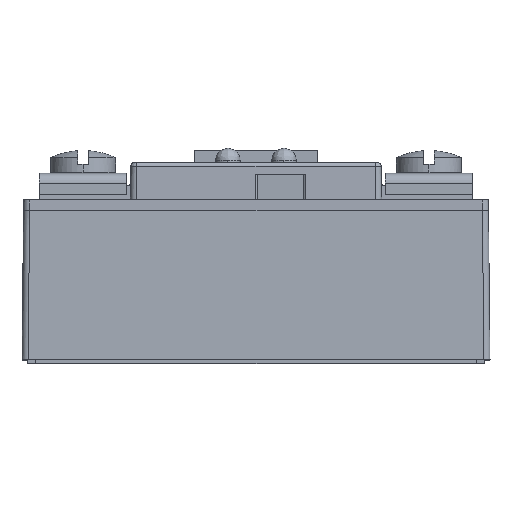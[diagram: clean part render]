
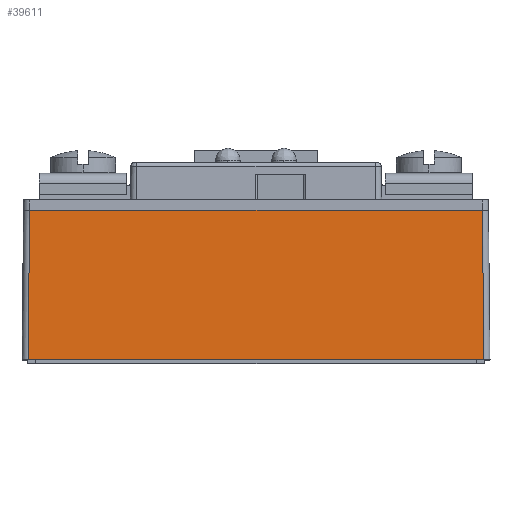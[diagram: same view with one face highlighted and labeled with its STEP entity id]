
A CAD part, top view. The second image highlights one B-rep face of the part: STEP entity #39611.
In plain terms, the highlighted planar face has unit normal (0, 0.031, 1).
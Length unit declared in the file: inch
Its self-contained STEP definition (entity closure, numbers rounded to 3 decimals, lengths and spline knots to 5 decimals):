
#684 = CARTESIAN_POINT ( 'NONE',  ( 1.36894, 0.34162, 0.24778 ) ) ;
#5450 = EDGE_CURVE ( 'NONE', #43890, #34657, #26508, .T. ) ;
#5774 = DIRECTION ( 'NONE',  ( -0.01, 0.999, -0.031 ) ) ;
#6720 = ORIENTED_EDGE ( 'NONE', *, *, #38745, .T. ) ;
#6947 = CARTESIAN_POINT ( 'NONE',  ( 1.34793, 1.07662, 0.22526 ) ) ;
#7237 = CARTESIAN_POINT ( 'NONE',  ( 1.36894, 0.34162, 0.24778 ) ) ;
#7558 = ORIENTED_EDGE ( 'NONE', *, *, #29111, .T. ) ;
#7913 = VECTOR ( 'NONE', #24526, 39.37008 ) ;
#10714 = DIRECTION ( 'NONE',  ( 0., 1., -0.031 ) ) ;
#11117 = ORIENTED_EDGE ( 'NONE', *, *, #39092, .T. ) ;
#11467 = VECTOR ( 'NONE', #12059, 39.37008 ) ;
#11913 = CARTESIAN_POINT ( 'NONE',  ( -0.87709, 1.07662, 0.22526 ) ) ;
#12059 = DIRECTION ( 'NONE',  ( -0.01, -0.999, 0.031 ) ) ;
#12406 = VECTOR ( 'NONE', #5774, 39.37008 ) ;
#12701 = LINE ( 'NONE', #684, #20845 ) ;
#13290 = FACE_OUTER_BOUND ( 'NONE', #22136, .T. ) ;
#14020 = PLANE ( 'NONE',  #19561 ) ;
#14066 = CARTESIAN_POINT ( 'NONE',  ( 1.36894, 1.07662, 0.22526 ) ) ;
#15214 = VERTEX_POINT ( 'NONE', #41122 ) ;
#17102 = LINE ( 'NONE', #14066, #7913 ) ;
#19561 = AXIS2_PLACEMENT_3D ( 'NONE', #7237, #31466, #10714 ) ;
#19666 = CARTESIAN_POINT ( 'NONE',  ( -0.87709, 1.07662, 0.22526 ) ) ;
#20845 = VECTOR ( 'NONE', #25615, 39.37008 ) ;
#22136 = EDGE_LOOP ( 'NONE', ( #11117, #7558, #6720, #43900 ) ) ;
#24526 = DIRECTION ( 'NONE',  ( -1., 0., 0. ) ) ;
#25615 = DIRECTION ( 'NONE',  ( 1., 0., 0. ) ) ;
#26499 = CARTESIAN_POINT ( 'NONE',  ( 1.3555, 0.34162, 0.24778 ) ) ;
#26508 = LINE ( 'NONE', #26499, #12406 ) ;
#27258 = VERTEX_POINT ( 'NONE', #19666 ) ;
#29111 = EDGE_CURVE ( 'NONE', #27258, #15214, #38032, .T. ) ;
#31466 = DIRECTION ( 'NONE',  ( 0., 0.031, 1. ) ) ;
#34657 = VERTEX_POINT ( 'NONE', #6947 ) ;
#38032 = LINE ( 'NONE', #11913, #11467 ) ;
#38745 = EDGE_CURVE ( 'NONE', #15214, #43890, #12701, .T. ) ;
#39092 = EDGE_CURVE ( 'NONE', #34657, #27258, #17102, .T. ) ;
#39611 = ADVANCED_FACE ( 'NONE', ( #13290 ), #14020, .T. ) ;
#39968 = CARTESIAN_POINT ( 'NONE',  ( 1.3555, 0.34162, 0.24778 ) ) ;
#41122 = CARTESIAN_POINT ( 'NONE',  ( -0.88465, 0.34162, 0.24778 ) ) ;
#43890 = VERTEX_POINT ( 'NONE', #39968 ) ;
#43900 = ORIENTED_EDGE ( 'NONE', *, *, #5450, .T. ) ;
